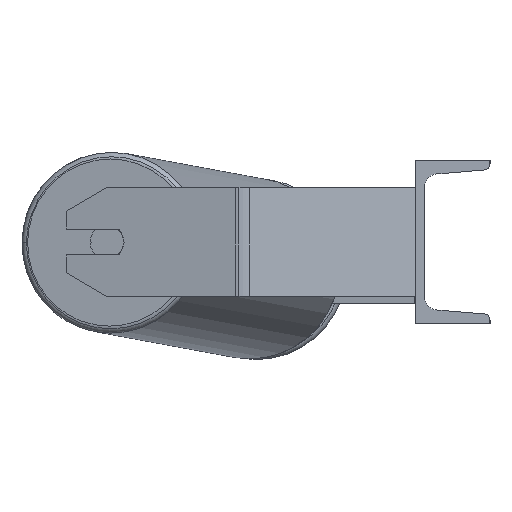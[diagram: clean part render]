
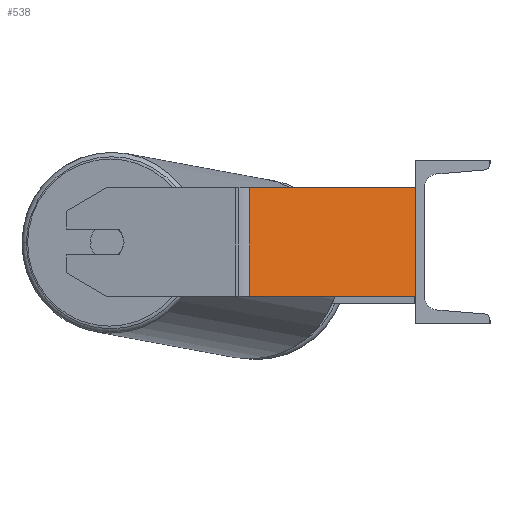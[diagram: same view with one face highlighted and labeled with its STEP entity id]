
A CAD part, left-side view. The second image highlights one B-rep face of the part: STEP entity #538.
In plain terms, the highlighted planar face has unit normal (-0.866, -0.5, 0).
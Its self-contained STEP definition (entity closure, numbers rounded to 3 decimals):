
#307 = EDGE_CURVE ( 'NONE', #8724, #1443, #3429, .T. ) ;
#538 = ADVANCED_FACE ( 'NONE', ( #785 ), #7009, .F. ) ;
#784 = DIRECTION ( 'NONE',  ( 0., 0., -1. ) ) ;
#785 = FACE_OUTER_BOUND ( 'NONE', #6176, .T. ) ;
#822 = LINE ( 'NONE', #8417, #8822 ) ;
#1289 = EDGE_CURVE ( 'NONE', #5808, #7197, #7186, .T. ) ;
#1431 = VECTOR ( 'NONE', #4064, 1000. ) ;
#1443 = VERTEX_POINT ( 'NONE', #6034 ) ;
#1509 = CARTESIAN_POINT ( 'NONE',  ( -955.263, 121.699, -40. ) ) ;
#2111 = CARTESIAN_POINT ( 'NONE',  ( -958.175, 126.742, 40. ) ) ;
#2319 = CARTESIAN_POINT ( 'NONE',  ( -955.263, 121.699, 40. ) ) ;
#2362 = ORIENTED_EDGE ( 'NONE', *, *, #2936, .F. ) ;
#2936 = EDGE_CURVE ( 'NONE', #7197, #1443, #822, .T. ) ;
#3294 = EDGE_CURVE ( 'NONE', #5808, #8724, #6027, .T. ) ;
#3429 = LINE ( 'NONE', #6224, #4140 ) ;
#3509 = DIRECTION ( 'NONE',  ( 0.866, 0.5, 0. ) ) ;
#3788 = VECTOR ( 'NONE', #6424, 1000. ) ;
#3937 = ORIENTED_EDGE ( 'NONE', *, *, #3294, .T. ) ;
#4064 = DIRECTION ( 'NONE',  ( 0., 0., -1. ) ) ;
#4140 = VECTOR ( 'NONE', #8370, 1000. ) ;
#5643 = CARTESIAN_POINT ( 'NONE',  ( -958.175, 126.742, 40. ) ) ;
#5808 = VERTEX_POINT ( 'NONE', #2319 ) ;
#5888 = AXIS2_PLACEMENT_3D ( 'NONE', #2111, #3509, #7746 ) ;
#6027 = LINE ( 'NONE', #8877, #1431 ) ;
#6034 = CARTESIAN_POINT ( 'NONE',  ( -885., 0., -40. ) ) ;
#6129 = ORIENTED_EDGE ( 'NONE', *, *, #307, .T. ) ;
#6176 = EDGE_LOOP ( 'NONE', ( #6129, #2362, #8140, #3937 ) ) ;
#6224 = CARTESIAN_POINT ( 'NONE',  ( -958.175, 126.742, -40. ) ) ;
#6424 = DIRECTION ( 'NONE',  ( 0.5, -0.866, 0. ) ) ;
#7009 = PLANE ( 'NONE',  #5888 ) ;
#7186 = LINE ( 'NONE', #5643, #3788 ) ;
#7197 = VERTEX_POINT ( 'NONE', #7348 ) ;
#7348 = CARTESIAN_POINT ( 'NONE',  ( -885., 0., 40. ) ) ;
#7746 = DIRECTION ( 'NONE',  ( -0.5, 0.866, 0. ) ) ;
#8140 = ORIENTED_EDGE ( 'NONE', *, *, #1289, .F. ) ;
#8370 = DIRECTION ( 'NONE',  ( 0.5, -0.866, 0. ) ) ;
#8417 = CARTESIAN_POINT ( 'NONE',  ( -885., 0., 40. ) ) ;
#8724 = VERTEX_POINT ( 'NONE', #1509 ) ;
#8822 = VECTOR ( 'NONE', #784, 1000. ) ;
#8877 = CARTESIAN_POINT ( 'NONE',  ( -955.263, 121.699, 40. ) ) ;
